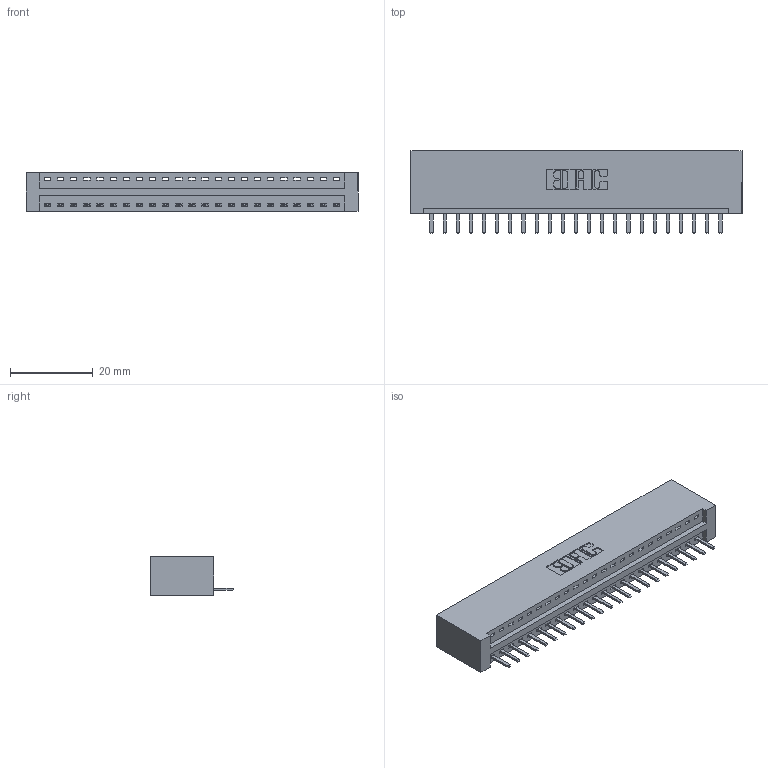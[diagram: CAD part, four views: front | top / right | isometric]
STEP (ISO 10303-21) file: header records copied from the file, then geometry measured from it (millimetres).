
FILE_DESCRIPTION (( 'STEP AP203' ), '1' );
FILE_NAME ('396-023-520-101.STEP', '2018-09-01T11:14:31', ( '' ), ( '' ), 'SwSTEP 2.0', 'SolidWorks 2016', '' );
FILE_SCHEMA (( 'CONFIG_CONTROL_DESIGN' ));
Length unit declared in the file: inch
Products named in the file (3): 346 Part_No Mounting Lugs; 345-292-001_345-293-120; 396-023-520-101
Assembly tree (24 placements, depth 2):
  396-023-520-101
    346 Part_No Mounting Lugs
    345-292-001_345-293-120  x23
Bounding box: 80.26 x 20.02 x 9.4 mm (x, y, z)
Volume: 8035.4 mm3; surface area: 9692.4 mm2
Topology: 24 solids, 24 shells, 1540 faces, 4537 edges, 2962 vertices
Faces by surface type: plane 1038, cylinder 502
Entity records: 16669 total; most frequent: CARTESIAN_POINT 2881, ORIENTED_EDGE 2826, DIRECTION 2547, EDGE_CURVE 1413, VECTOR 1193, LINE 1193, VERTEX_POINT 938, AXIS2_PLACEMENT_3D 677
